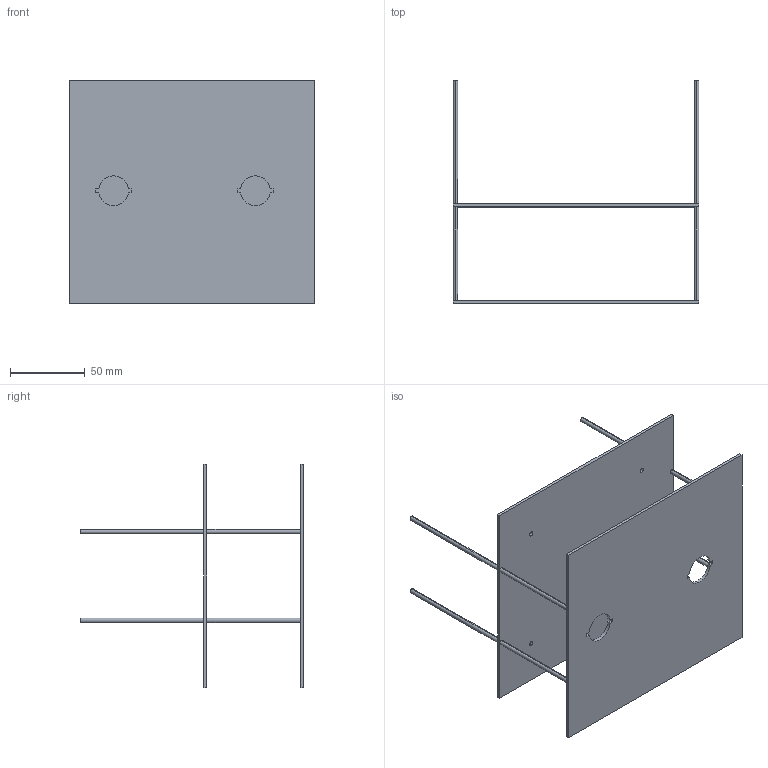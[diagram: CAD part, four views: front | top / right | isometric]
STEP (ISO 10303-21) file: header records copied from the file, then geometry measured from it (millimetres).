
FILE_DESCRIPTION (( 'STEP AP214' ), '1' );
FILE_NAME ('battery support.STEP', '2025-11-13T21:35:50', ( '' ), ( '' ), 'SwSTEP 2.0', 'SolidWorks 2021', '' );
FILE_SCHEMA (( 'AUTOMOTIVE_DESIGN' ));
Length unit declared in the file: millimetre
Products named in the file (1): battery support
Bounding box: 164.9 x 150 x 150 mm (x, y, z)
Volume: 101988.6 mm3; surface area: 106089 mm2
Topology: 1 solids, 1 shells, 58 faces, 174 edges, 112 vertices
Faces by surface type: cylinder 30, plane 28
Entity records: 2044 total; most frequent: DIRECTION 364, ORIENTED_EDGE 348, CARTESIAN_POINT 345, EDGE_CURVE 174, AXIS2_PLACEMENT_3D 131, VERTEX_POINT 112, VECTOR 102, LINE 102
